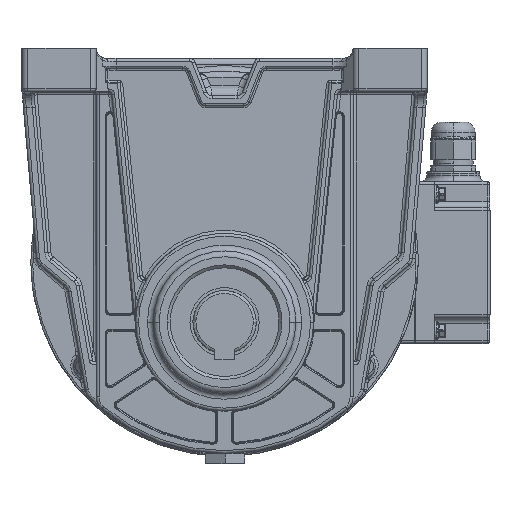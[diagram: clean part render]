
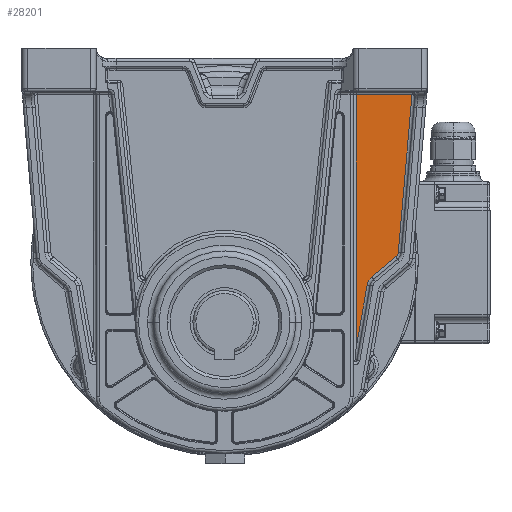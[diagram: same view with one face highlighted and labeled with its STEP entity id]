
A CAD part, left-side view. The second image highlights one B-rep face of the part: STEP entity #28201.
In plain terms, the highlighted planar face has unit normal (-1, 0, 0).
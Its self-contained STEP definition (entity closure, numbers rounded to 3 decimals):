
#4382=DIRECTION('',(0.,1.,0.));
#4383=VECTOR('',#4382,28.34);
#4384=CARTESIAN_POINT('',(18.,-94.84,84.8));
#4385=LINE('',#4384,#4383);
#4390=DIRECTION('',(0.,0.087,-0.996));
#4391=VECTOR('',#4390,79.911);
#4392=CARTESIAN_POINT('',(18.,-94.84,84.8));
#4393=LINE('',#4392,#4391);
#4394=CARTESIAN_POINT('',(18.,-84.389,5.498));
#4395=DIRECTION('',(1.,0.,0.));
#4396=DIRECTION('',(0.,-0.996,-0.087));
#4397=AXIS2_PLACEMENT_3D('',#4394,#4395,#4396);
#4399=DIRECTION('',(0.,0.766,-0.643));
#4400=VECTOR('',#4399,15.99);
#4401=CARTESIAN_POINT('',(18.,-86.638,2.817));
#4402=LINE('',#4401,#4400);
#4403=CARTESIAN_POINT('',(18.,-78.567,-12.441));
#4404=DIRECTION('',(-1.,0.,0.));
#4405=DIRECTION('',(0.,0.643,0.766));
#4406=AXIS2_PLACEMENT_3D('',#4403,#4404,#4405);
#4408=DIRECTION('',(0.,0.174,-0.985));
#4409=VECTOR('',#4408,32.63);
#4410=CARTESIAN_POINT('',(18.,-72.166,-11.312));
#4411=LINE('',#4410,#4409);
#4767=DIRECTION('',(0.,0.,-1.));
#4768=VECTOR('',#4767,128.246);
#4769=CARTESIAN_POINT('',(18.,-66.5,84.8));
#4770=LINE('',#4769,#4768);
#18701=CARTESIAN_POINT('',(18.,-94.84,84.8));
#18703=VERTEX_POINT('',#18701);
#18704=CARTESIAN_POINT('',(18.,-87.875,5.193));
#18705=VERTEX_POINT('',#18704);
#18708=CARTESIAN_POINT('',(18.,-66.5,84.8));
#18709=VERTEX_POINT('',#18708);
#18712=CARTESIAN_POINT('',(18.,-86.638,2.817));
#18713=VERTEX_POINT('',#18712);
#18714=CARTESIAN_POINT('',(18.,-74.389,-7.462));
#18715=VERTEX_POINT('',#18714);
#18716=CARTESIAN_POINT('',(18.,-72.166,-11.312));
#18717=VERTEX_POINT('',#18716);
#18718=CARTESIAN_POINT('',(18.,-66.5,
-43.446));
#18719=VERTEX_POINT('',#18718);
#28182=CARTESIAN_POINT('',(18.,0.,0.));
#28183=DIRECTION('',(1.,0.,0.));
#28184=DIRECTION('',(0.,-1.,0.));
#28185=AXIS2_PLACEMENT_3D('',#28182,#28183,#28184);
#28186=PLANE('',#28185);
#28187=ORIENTED_EDGE('',*,*,#28172,.F.);
#28188=ORIENTED_EDGE('',*,*,#28149,.T.);
#28190=ORIENTED_EDGE('',*,*,#28189,.T.);
#28192=ORIENTED_EDGE('',*,*,#28191,.T.);
#28194=ORIENTED_EDGE('',*,*,#28193,.T.);
#28196=ORIENTED_EDGE('',*,*,#28195,.T.);
#28198=ORIENTED_EDGE('',*,*,#28197,.F.);
#28199=EDGE_LOOP('',(#28187,#28188,#28190,#28192,#28194,#28196,#28198));
#28200=FACE_OUTER_BOUND('',#28199,.F.);
#28201=ADVANCED_FACE('',(#28200),#28186,.F.);
#4398=CIRCLE('',#4397,3.5);
#4407=CIRCLE('',#4406,6.5);
#28149=EDGE_CURVE('',#18703,#18705,#4393,.T.);
#28172=EDGE_CURVE('',#18703,#18709,#4385,.T.);
#28189=EDGE_CURVE('',#18705,#18713,#4398,.T.);
#28191=EDGE_CURVE('',#18713,#18715,#4402,.T.);
#28193=EDGE_CURVE('',#18715,#18717,#4407,.T.);
#28195=EDGE_CURVE('',#18717,#18719,#4411,.T.);
#28197=EDGE_CURVE('',#18709,#18719,#4770,.T.);
